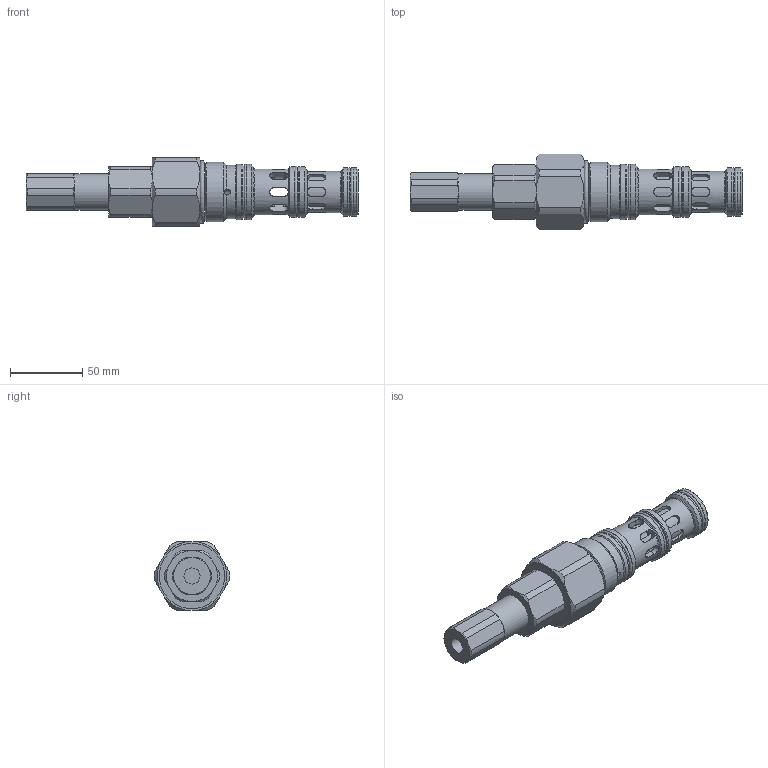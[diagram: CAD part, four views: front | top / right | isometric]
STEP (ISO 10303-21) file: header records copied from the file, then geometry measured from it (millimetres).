
FILE_DESCRIPTION((''),'2;1');
FILE_NAME('HSPRR1600.stp','2016-03-08T11:45:42',('JGroves'),(''),'Autodesk Inventor 2012','Autodesk Inventor 2012','');
FILE_SCHEMA(('AUTOMOTIVE_DESIGN { 1 0 10303 214 1 1 1 1 }'));
Length unit declared in the file: inch
Products named in the file (1): L400832HS02(HSPRR1600-SV3)_Shrinkwrap_1
Bounding box: 229.36 x 52.3 x 47.62 mm (x, y, z)
Surface area: 46451.6 mm2 (no closed solid volume)
Topology: 0 solids, 16 shells, 219 faces, 661 edges, 437 vertices
Faces by surface type: cylinder 86, plane 78, cone 39, torus 16
Full cylindrical faces by diameter (mm): 3.962 x1, 11.113 x1, 17.526 x1, 23.81 x2, 23.825 x1, 25.4 x1, 28.575 x1, 30.556 x1, 31.75 x1, 32.156 x1, 33.287 x2, 33.376 x1, 34.874 x2, 34.95 x1, 35.331 x1, 36.83 x1, 38.049 x2, 38.151 x1, 38.329 x1, 41.275 x1
Entity records: 9212 total; most frequent: CARTESIAN_POINT 3494, ORIENTED_EDGE 1143, DIRECTION 1004, EDGE_CURVE 603, VERTEX_POINT 421, AXIS2_PLACEMENT_3D 384, EDGE_LOOP 303, VECTOR 236
